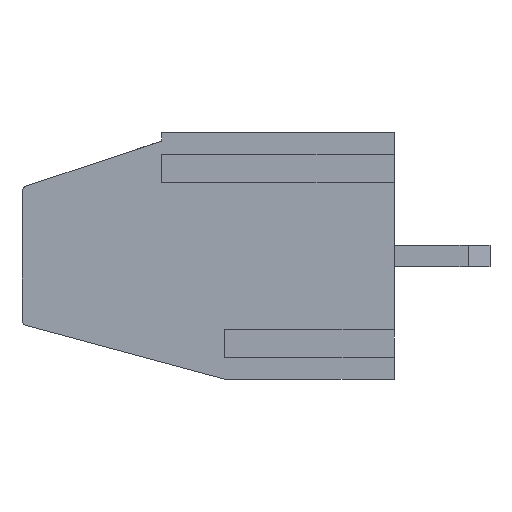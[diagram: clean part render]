
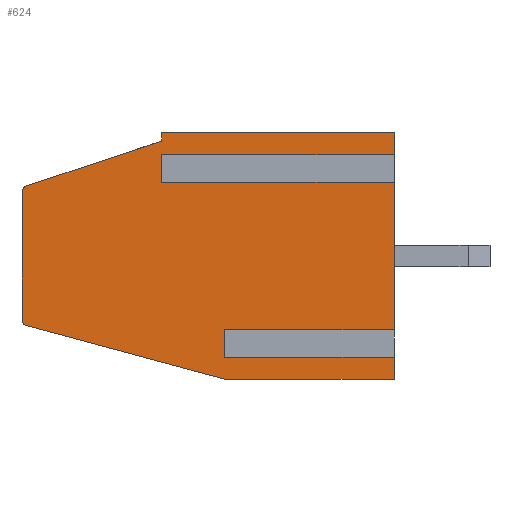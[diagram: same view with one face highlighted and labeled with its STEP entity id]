
A CAD part, left-side view. The second image highlights one B-rep face of the part: STEP entity #624.
In plain terms, the highlighted planar face has unit normal (-1, 0, 0).
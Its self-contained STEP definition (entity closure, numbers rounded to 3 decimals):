
#189 = VECTOR ( 'NONE', #2088, 1000. ) ;
#416 = LINE ( 'NONE', #18416, #10822 ) ;
#517 = EDGE_CURVE ( 'NONE', #13677, #26050, #10045, .T. ) ;
#624 = ADVANCED_FACE ( 'NONE', ( #21103 ), #916, .F. ) ;
#638 = DIRECTION ( 'NONE',  ( 0., 0., 1. ) ) ;
#680 = DIRECTION ( 'NONE',  ( 0., 0., 1. ) ) ;
#695 = VERTEX_POINT ( 'NONE', #28192 ) ;
#916 = PLANE ( 'NONE',  #1004 ) ;
#1004 = AXIS2_PLACEMENT_3D ( 'NONE', #19921, #10776, #6517 ) ;
#1020 = VERTEX_POINT ( 'NONE', #20539 ) ;
#1315 = LINE ( 'NONE', #12823, #23231 ) ;
#1876 = VECTOR ( 'NONE', #12279, 1000. ) ;
#2000 = AXIS2_PLACEMENT_3D ( 'NONE', #21586, #14562, #14709 ) ;
#2088 = DIRECTION ( 'NONE',  ( 0., -1., 0. ) ) ;
#2181 = VECTOR ( 'NONE', #18659, 1000. ) ;
#2282 = CARTESIAN_POINT ( 'NONE',  ( 0., 0., 9. ) ) ;
#2366 = LINE ( 'NONE', #18022, #189 ) ;
#2478 = VERTEX_POINT ( 'NONE', #27831 ) ;
#2818 = VECTOR ( 'NONE', #17172, 1000. ) ;
#3092 = DIRECTION ( 'NONE',  ( 0., -1., 0. ) ) ;
#3214 = CARTESIAN_POINT ( 'NONE',  ( 0., 13.463, 7.046 ) ) ;
#3402 = LINE ( 'NONE', #7992, #1876 ) ;
#3495 = DIRECTION ( 'NONE',  ( 0., 0., 1. ) ) ;
#3640 = ORIENTED_EDGE ( 'NONE', *, *, #23163, .F. ) ;
#3790 = CARTESIAN_POINT ( 'NONE',  ( 0., 0., 9. ) ) ;
#4042 = CARTESIAN_POINT ( 'NONE',  ( 0., 6.2, 0. ) ) ;
#4217 = VERTEX_POINT ( 'NONE', #8357 ) ;
#4321 = DIRECTION ( 'NONE',  ( 0., -1., 0. ) ) ;
#4512 = ORIENTED_EDGE ( 'NONE', *, *, #4985, .T. ) ;
#4712 = CARTESIAN_POINT ( 'NONE',  ( 0., 8.5, 8.7 ) ) ;
#4985 = EDGE_CURVE ( 'NONE', #26238, #25083, #25890, .T. ) ;
#5196 = EDGE_CURVE ( 'NONE', #1020, #18792, #16804, .T. ) ;
#5352 = EDGE_CURVE ( 'NONE', #695, #25083, #21781, .T. ) ;
#5598 = ORIENTED_EDGE ( 'NONE', *, *, #8750, .T. ) ;
#5708 = VECTOR ( 'NONE', #3495, 1000. ) ;
#5743 = VERTEX_POINT ( 'NONE', #16624 ) ;
#5765 = LINE ( 'NONE', #19189, #22506 ) ;
#6443 = ORIENTED_EDGE ( 'NONE', *, *, #21052, .T. ) ;
#6517 = DIRECTION ( 'NONE',  ( 0., 0., -1. ) ) ;
#6870 = DIRECTION ( 'NONE',  ( 0., 0., 1. ) ) ;
#7475 = CARTESIAN_POINT ( 'NONE',  ( 0., 8.5, 9. ) ) ;
#7547 = EDGE_CURVE ( 'NONE', #4217, #2478, #13499, .T. ) ;
#7647 = EDGE_LOOP ( 'NONE', ( #27703, #12998, #14918, #5598, #29093, #24947, #6443, #13362, #27009, #18483, #21069, #4512, #25405, #26266, #24961, #20691, #3640, #21902 ) ) ;
#7983 = EDGE_CURVE ( 'NONE', #22040, #24495, #27445, .T. ) ;
#7992 = CARTESIAN_POINT ( 'NONE',  ( 0., 13.6, 7. ) ) ;
#8138 = CARTESIAN_POINT ( 'NONE',  ( 0., 8.5, 8.7 ) ) ;
#8278 = CARTESIAN_POINT ( 'NONE',  ( 0., 13.6, 2.153 ) ) ;
#8357 = CARTESIAN_POINT ( 'NONE',  ( 0., 0., 7.993 ) ) ;
#8750 = EDGE_CURVE ( 'NONE', #16471, #24495, #15236, .T. ) ;
#9550 = LINE ( 'NONE', #22960, #22059 ) ;
#9994 = EDGE_CURVE ( 'NONE', #11173, #12854, #17157, .T. ) ;
#10029 = VECTOR ( 'NONE', #4321, 1000. ) ;
#10045 = LINE ( 'NONE', #8138, #2818 ) ;
#10776 = DIRECTION ( 'NONE',  ( 1., 0., 0. ) ) ;
#10822 = VECTOR ( 'NONE', #27346, 1000. ) ;
#11014 = CARTESIAN_POINT ( 'NONE',  ( 0., 6.2, 0. ) ) ;
#11173 = VERTEX_POINT ( 'NONE', #3214 ) ;
#12279 = DIRECTION ( 'NONE',  ( 0., -0.949, 0.316 ) ) ;
#12395 = CARTESIAN_POINT ( 'NONE',  ( 0., 6.2, 1.593 ) ) ;
#12823 = CARTESIAN_POINT ( 'NONE',  ( 0., 6.2, 1.007 ) ) ;
#12854 = VERTEX_POINT ( 'NONE', #20893 ) ;
#12998 = ORIENTED_EDGE ( 'NONE', *, *, #9994, .T. ) ;
#13362 = ORIENTED_EDGE ( 'NONE', *, *, #27859, .T. ) ;
#13499 = LINE ( 'NONE', #2282, #20951 ) ;
#13677 = VERTEX_POINT ( 'NONE', #4712 ) ;
#14562 = DIRECTION ( 'NONE',  ( -1., 0., 0. ) ) ;
#14709 = DIRECTION ( 'NONE',  ( 0., 0., -1. ) ) ;
#14907 = EDGE_CURVE ( 'NONE', #16663, #26238, #23142, .T. ) ;
#14918 = ORIENTED_EDGE ( 'NONE', *, *, #15735, .F. ) ;
#15236 = CIRCLE ( 'NONE', #2000, 0.2 ) ;
#15379 = CARTESIAN_POINT ( 'NONE',  ( 0., 6.2, 1.593 ) ) ;
#15518 = EDGE_CURVE ( 'NONE', #5743, #4217, #5765, .T. ) ;
#15735 = EDGE_CURVE ( 'NONE', #16471, #12854, #9550, .T. ) ;
#15788 = CARTESIAN_POINT ( 'NONE',  ( 0., 0., 7.407 ) ) ;
#16393 = EDGE_CURVE ( 'NONE', #11173, #13677, #3402, .T. ) ;
#16471 = VERTEX_POINT ( 'NONE', #8278 ) ;
#16624 = CARTESIAN_POINT ( 'NONE',  ( 0., 8.5, 7.993 ) ) ;
#16663 = VERTEX_POINT ( 'NONE', #15379 ) ;
#16804 = LINE ( 'NONE', #22943, #23117 ) ;
#17157 = CIRCLE ( 'NONE', #22256, 0.2 ) ;
#17172 = DIRECTION ( 'NONE',  ( 0., 0., 1. ) ) ;
#17783 = EDGE_CURVE ( 'NONE', #5743, #695, #416, .T. ) ;
#17835 = DIRECTION ( 'NONE',  ( -1., 0., 0. ) ) ;
#18022 = CARTESIAN_POINT ( 'NONE',  ( 0., 13.6, 9. ) ) ;
#18321 = CARTESIAN_POINT ( 'NONE',  ( 0., 13.6, 0. ) ) ;
#18346 = LINE ( 'NONE', #20851, #26736 ) ;
#18416 = CARTESIAN_POINT ( 'NONE',  ( 0., 8.5, 7.993 ) ) ;
#18483 = ORIENTED_EDGE ( 'NONE', *, *, #21475, .T. ) ;
#18514 = CARTESIAN_POINT ( 'NONE',  ( 0., 13.6, 2. ) ) ;
#18543 = LINE ( 'NONE', #20895, #25409 ) ;
#18659 = DIRECTION ( 'NONE',  ( 0., 0.965, 0.261 ) ) ;
#18792 = VERTEX_POINT ( 'NONE', #22402 ) ;
#19189 = CARTESIAN_POINT ( 'NONE',  ( 0., 8.5, 7.993 ) ) ;
#19450 = DIRECTION ( 'NONE',  ( 0., 0., 1. ) ) ;
#19464 = CARTESIAN_POINT ( 'NONE',  ( 0., 8.5, 7.407 ) ) ;
#19921 = CARTESIAN_POINT ( 'NONE',  ( 0., 13.6, 9. ) ) ;
#20539 = CARTESIAN_POINT ( 'NONE',  ( 0., 6.2, 1.007 ) ) ;
#20568 = CARTESIAN_POINT ( 'NONE',  ( 0., 0., 0. ) ) ;
#20691 = ORIENTED_EDGE ( 'NONE', *, *, #7547, .T. ) ;
#20780 = DIRECTION ( 'NONE',  ( 0., 0., 1. ) ) ;
#20851 = CARTESIAN_POINT ( 'NONE',  ( 0., 6.2, 0. ) ) ;
#20893 = CARTESIAN_POINT ( 'NONE',  ( 0., 13.6, 6.856 ) ) ;
#20895 = CARTESIAN_POINT ( 'NONE',  ( 0., 0., 9. ) ) ;
#20951 = VECTOR ( 'NONE', #6870, 1000. ) ;
#21048 = DIRECTION ( 'NONE',  ( 0., -1., 0. ) ) ;
#21052 = EDGE_CURVE ( 'NONE', #21498, #22513, #24532, .T. ) ;
#21069 = ORIENTED_EDGE ( 'NONE', *, *, #14907, .T. ) ;
#21103 = FACE_OUTER_BOUND ( 'NONE', #7647, .T. ) ;
#21475 = EDGE_CURVE ( 'NONE', #1020, #16663, #1315, .T. ) ;
#21498 = VERTEX_POINT ( 'NONE', #11014 ) ;
#21586 = CARTESIAN_POINT ( 'NONE',  ( 0., 13.4, 2.153 ) ) ;
#21651 = DIRECTION ( 'NONE',  ( 0., -1., 0. ) ) ;
#21781 = LINE ( 'NONE', #19464, #26406 ) ;
#21902 = ORIENTED_EDGE ( 'NONE', *, *, #517, .F. ) ;
#22040 = VERTEX_POINT ( 'NONE', #4042 ) ;
#22059 = VECTOR ( 'NONE', #20780, 1000. ) ;
#22256 = AXIS2_PLACEMENT_3D ( 'NONE', #22361, #17835, #26776 ) ;
#22361 = CARTESIAN_POINT ( 'NONE',  ( 0., 13.4, 6.856 ) ) ;
#22402 = CARTESIAN_POINT ( 'NONE',  ( 0., 0., 1.007 ) ) ;
#22506 = VECTOR ( 'NONE', #25645, 1000. ) ;
#22513 = VERTEX_POINT ( 'NONE', #20568 ) ;
#22590 = CARTESIAN_POINT ( 'NONE',  ( 0., 13.452, 1.96 ) ) ;
#22624 = CARTESIAN_POINT ( 'NONE',  ( 0., 0., 1.593 ) ) ;
#22943 = CARTESIAN_POINT ( 'NONE',  ( 0., 6.2, 1.007 ) ) ;
#22960 = CARTESIAN_POINT ( 'NONE',  ( 0., 13.6, 9. ) ) ;
#23117 = VECTOR ( 'NONE', #21048, 1000. ) ;
#23142 = LINE ( 'NONE', #12395, #29052 ) ;
#23163 = EDGE_CURVE ( 'NONE', #26050, #2478, #2366, .T. ) ;
#23231 = VECTOR ( 'NONE', #19450, 1000. ) ;
#24495 = VERTEX_POINT ( 'NONE', #22590 ) ;
#24532 = LINE ( 'NONE', #18321, #10029 ) ;
#24947 = ORIENTED_EDGE ( 'NONE', *, *, #27207, .F. ) ;
#24961 = ORIENTED_EDGE ( 'NONE', *, *, #15518, .T. ) ;
#25083 = VERTEX_POINT ( 'NONE', #15788 ) ;
#25405 = ORIENTED_EDGE ( 'NONE', *, *, #5352, .F. ) ;
#25409 = VECTOR ( 'NONE', #680, 1000. ) ;
#25645 = DIRECTION ( 'NONE',  ( 0., -1., 0. ) ) ;
#25890 = LINE ( 'NONE', #3790, #5708 ) ;
#26050 = VERTEX_POINT ( 'NONE', #7475 ) ;
#26238 = VERTEX_POINT ( 'NONE', #22624 ) ;
#26266 = ORIENTED_EDGE ( 'NONE', *, *, #17783, .F. ) ;
#26406 = VECTOR ( 'NONE', #21651, 1000. ) ;
#26736 = VECTOR ( 'NONE', #638, 1000. ) ;
#26776 = DIRECTION ( 'NONE',  ( 0., 0., -1. ) ) ;
#27009 = ORIENTED_EDGE ( 'NONE', *, *, #5196, .F. ) ;
#27207 = EDGE_CURVE ( 'NONE', #21498, #22040, #18346, .T. ) ;
#27346 = DIRECTION ( 'NONE',  ( 0., 0., -1. ) ) ;
#27445 = LINE ( 'NONE', #18514, #2181 ) ;
#27703 = ORIENTED_EDGE ( 'NONE', *, *, #16393, .F. ) ;
#27831 = CARTESIAN_POINT ( 'NONE',  ( 0., 0., 9. ) ) ;
#27859 = EDGE_CURVE ( 'NONE', #22513, #18792, #18543, .T. ) ;
#28192 = CARTESIAN_POINT ( 'NONE',  ( 0., 8.5, 7.407 ) ) ;
#29052 = VECTOR ( 'NONE', #3092, 1000. ) ;
#29093 = ORIENTED_EDGE ( 'NONE', *, *, #7983, .F. ) ;
